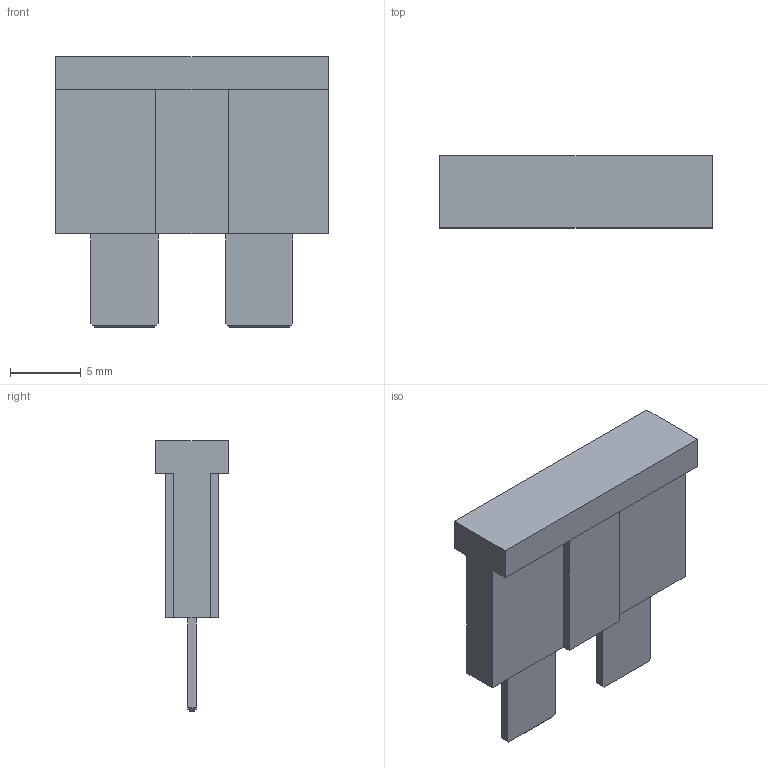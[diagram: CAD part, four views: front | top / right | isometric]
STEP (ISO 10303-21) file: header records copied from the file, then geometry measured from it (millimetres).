
FILE_DESCRIPTION((''),'2;1');
FILE_NAME('ATO Fuse.stp','2006-01-06T16:52:32',('Owner'),(''),'Autodesk Inventor (R) 6.0','Autodesk Inventor (R) 6.0','');
FILE_SCHEMA(('AUTOMOTIVE_DESIGN { 1 0 10303 214 1 1 1 1 }'));
Length unit declared in the file: inch
Products named in the file (1): ATO Fuse
Bounding box: 19.22 x 5.08 x 19.08 mm (x, y, z)
Volume: 821.5 mm3; surface area: 913.4 mm2
Topology: 1 solids, 1 shells, 36 faces, 96 edges, 64 vertices
Faces by surface type: plane 36
Entity records: 1125 total; most frequent: CARTESIAN_POINT 197, ORIENTED_EDGE 192, DIRECTION 170, VECTOR 96, LINE 96, EDGE_CURVE 96, VERTEX_POINT 64, EDGE_LOOP 38
